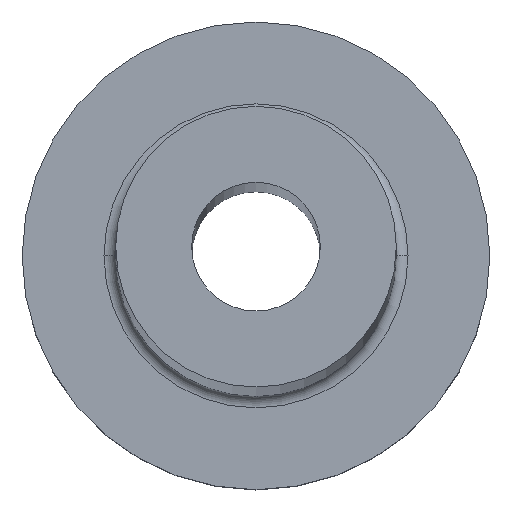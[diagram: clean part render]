
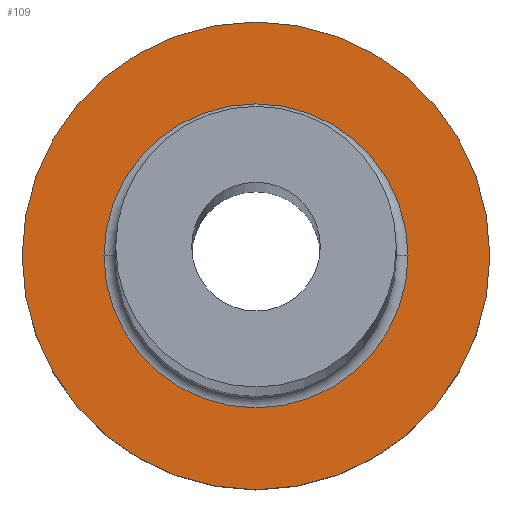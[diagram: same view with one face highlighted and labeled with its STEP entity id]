
A CAD part, top view. The second image highlights one B-rep face of the part: STEP entity #109.
In plain terms, the highlighted planar face has unit normal (0, 0, 1).
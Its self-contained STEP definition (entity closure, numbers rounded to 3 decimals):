
#34 = CARTESIAN_POINT ( 'NONE',  ( 0., 0., 7. ) ) ;
#39 = FACE_BOUND ( 'NONE', #75, .T. ) ;
#73 = AXIS2_PLACEMENT_3D ( 'NONE', #160, #270, #340 ) ;
#75 = EDGE_LOOP ( 'NONE', ( #252, #108 ) ) ;
#77 = ORIENTED_EDGE ( 'NONE', *, *, #347, .T. ) ;
#82 = EDGE_CURVE ( 'NONE', #305, #259, #257, .T. ) ;
#84 = CIRCLE ( 'NONE', #73, 6.5 ) ;
#85 = CARTESIAN_POINT ( 'NONE',  ( 0., 0., 7. ) ) ;
#93 = AXIS2_PLACEMENT_3D ( 'NONE', #219, #184, #179 ) ;
#100 = CARTESIAN_POINT ( 'NONE',  ( -6.5, 0., 7. ) ) ;
#108 = ORIENTED_EDGE ( 'NONE', *, *, #245, .T. ) ;
#109 = ADVANCED_FACE ( 'NONE', ( #39, #381 ), #264, .T. ) ;
#123 = DIRECTION ( 'NONE',  ( 0., 0., 1. ) ) ;
#158 = AXIS2_PLACEMENT_3D ( 'NONE', #163, #244, #274 ) ;
#160 = CARTESIAN_POINT ( 'NONE',  ( 0., 0., 7. ) ) ;
#163 = CARTESIAN_POINT ( 'NONE',  ( 0., 0., 7. ) ) ;
#175 = DIRECTION ( 'NONE',  ( 0., 0., 1. ) ) ;
#177 = VERTEX_POINT ( 'NONE', #327 ) ;
#179 = DIRECTION ( 'NONE',  ( 1., 0., 0. ) ) ;
#184 = DIRECTION ( 'NONE',  ( 0., 0., -1. ) ) ;
#189 = ORIENTED_EDGE ( 'NONE', *, *, #285, .T. ) ;
#191 = EDGE_LOOP ( 'NONE', ( #189, #77 ) ) ;
#203 = CARTESIAN_POINT ( 'NONE',  ( -10., 0., 7. ) ) ;
#217 = CIRCLE ( 'NONE', #158, 10. ) ;
#219 = CARTESIAN_POINT ( 'NONE',  ( 0., 0., 7. ) ) ;
#231 = AXIS2_PLACEMENT_3D ( 'NONE', #85, #175, #280 ) ;
#235 = DIRECTION ( 'NONE',  ( 1., 0., 0. ) ) ;
#244 = DIRECTION ( 'NONE',  ( 0., 0., 1. ) ) ;
#245 = EDGE_CURVE ( 'NONE', #259, #305, #84, .T. ) ;
#252 = ORIENTED_EDGE ( 'NONE', *, *, #82, .T. ) ;
#257 = CIRCLE ( 'NONE', #93, 6.5 ) ;
#259 = VERTEX_POINT ( 'NONE', #100 ) ;
#264 = PLANE ( 'NONE',  #309 ) ;
#270 = DIRECTION ( 'NONE',  ( 0., 0., -1. ) ) ;
#274 = DIRECTION ( 'NONE',  ( 1., 0., 0. ) ) ;
#276 = CARTESIAN_POINT ( 'NONE',  ( 6.5, 0., 7. ) ) ;
#280 = DIRECTION ( 'NONE',  ( 1., 0., 0. ) ) ;
#285 = EDGE_CURVE ( 'NONE', #370, #177, #217, .T. ) ;
#305 = VERTEX_POINT ( 'NONE', #276 ) ;
#309 = AXIS2_PLACEMENT_3D ( 'NONE', #34, #123, #235 ) ;
#327 = CARTESIAN_POINT ( 'NONE',  ( 10., 0., 7. ) ) ;
#340 = DIRECTION ( 'NONE',  ( 1., 0., 0. ) ) ;
#347 = EDGE_CURVE ( 'NONE', #177, #370, #360, .T. ) ;
#360 = CIRCLE ( 'NONE', #231, 10. ) ;
#370 = VERTEX_POINT ( 'NONE', #203 ) ;
#381 = FACE_OUTER_BOUND ( 'NONE', #191, .T. ) ;
